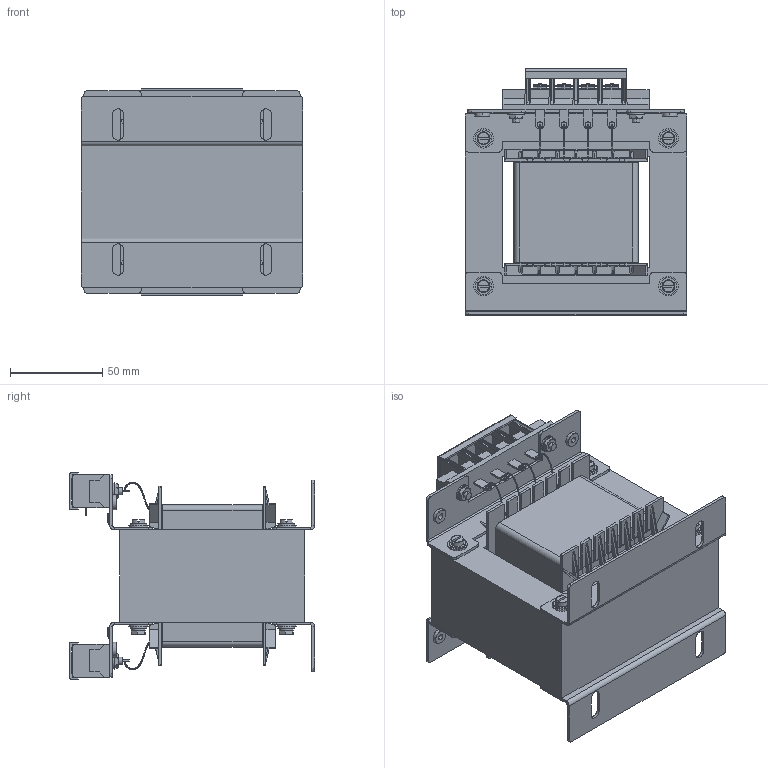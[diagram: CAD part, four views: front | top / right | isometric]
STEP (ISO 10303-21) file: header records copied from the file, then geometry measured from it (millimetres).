
FILE_DESCRIPTION (( 'STEP AP214' ), '1' );
FILE_NAME ('9505 STEP.STEP', '2025-04-12T04:59:40', ( '' ), ( '' ), 'SwSTEP 2.0', 'SolidWorks 2022', '' );
FILE_SCHEMA (( 'AUTOMOTIVE_DESIGN' ));
Length unit declared in the file: millimetre
Products named in the file (1): 9505 STEP
Bounding box: 120 x 133 x 111.78 mm (x, y, z)
Volume: 727391.3 mm3; surface area: 217630.7 mm2
Topology: 69 solids, 69 shells, 3291 faces, 8401 edges, 5270 vertices
Faces by surface type: plane 2062, cylinder 705, bspline 208, torus 172, cone 144
Entity records: 146192 total; most frequent: CARTESIAN_POINT 31787, ORIENTED_EDGE 16738, DIRECTION 14839, EDGE_CURVE 8369, VECTOR 5575, LINE 5575, VERTEX_POINT 5270, AXIS2_PLACEMENT_3D 4632
